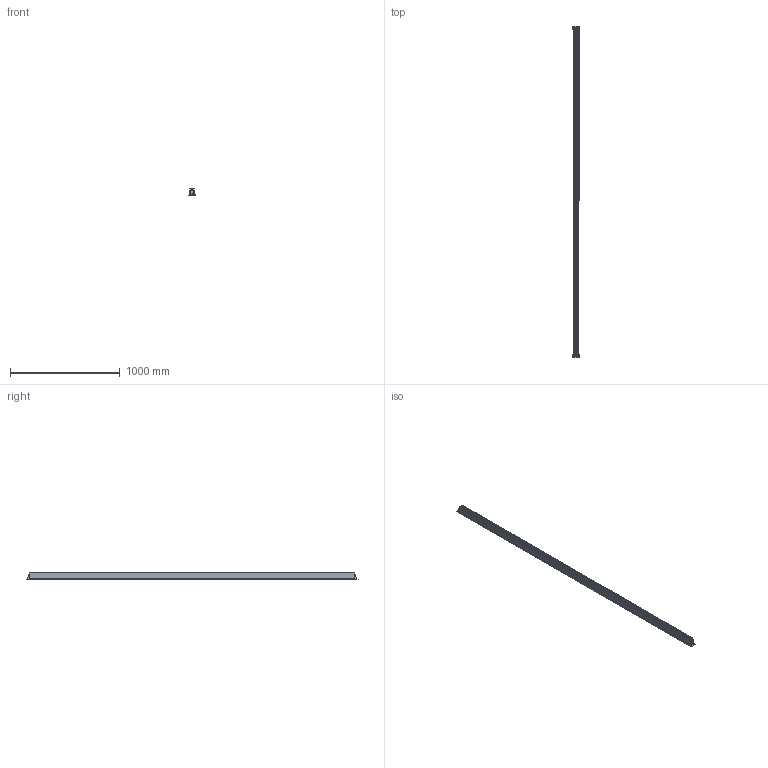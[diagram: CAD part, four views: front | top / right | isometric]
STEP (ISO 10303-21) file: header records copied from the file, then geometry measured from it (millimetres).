
FILE_DESCRIPTION(/* description */ (''),/* implementation_level */ '2;1');
FILE_NAME(/* name */ 'ATR2368_ copia',/* time_stamp */ '2018-07-12T14:18:04+02:00',/* author */ (''),/* organization */ (''),/* preprocessor_version */ 'ST-DEVELOPER v15',/* originating_system */ '',/* authorisation */ '');
FILE_SCHEMA (('CONFIG_CONTROL_DESIGN'));
Length unit declared in the file: millimetre
Products named in the file (1): Document
Bounding box: 55 x 3020.03 x 57.25 mm (x, y, z)
Volume: 1853332.9 mm3; surface area: 1608819.5 mm2
Topology: 12 solids, 12 shells, 1096 faces, 2663 edges, 1482 vertices
Faces by surface type: bspline 818, plane 278
Entity records: 40752 total; most frequent: CARTESIAN_POINT 26097, ORIENTED_EDGE 5100, EDGE_CURVE 2550, VERTEX_POINT 1480, B_SPLINE_CURVE_WITH_KNOTS 1247, EDGE_LOOP 1110, ADVANCED_FACE 1096, FACE_OUTER_BOUND 1096
